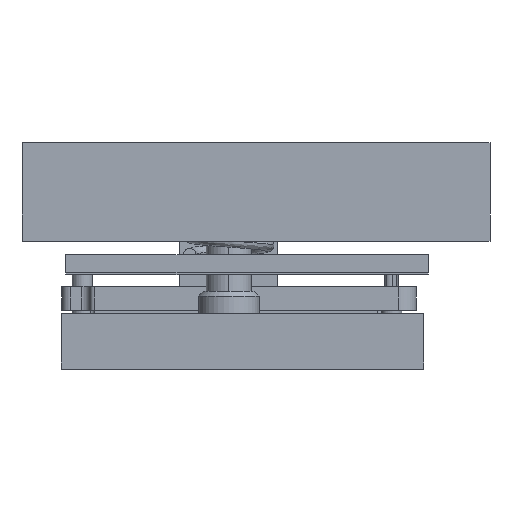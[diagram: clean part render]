
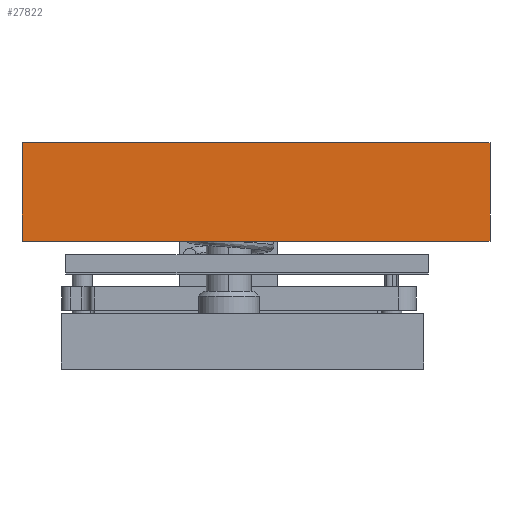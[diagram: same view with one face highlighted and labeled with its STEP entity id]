
A CAD part, front view. The second image highlights one B-rep face of the part: STEP entity #27822.
In plain terms, the highlighted face is planar.
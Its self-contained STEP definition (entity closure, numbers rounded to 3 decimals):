
#27272 = VERTEX_POINT('',#27273);
#27273 = CARTESIAN_POINT('',(-15.5,6.53,12.65));
#27290 = VERTEX_POINT('',#27291);
#27291 = CARTESIAN_POINT('',(15.5,6.53,12.65));
#27297 = EDGE_CURVE('',#27290,#27272,#27298,.T.);
#27298 = LINE('',#27299,#27300);
#27299 = CARTESIAN_POINT('',(15.5,6.53,12.65));
#27300 = VECTOR('',#27301,1.);
#27301 = DIRECTION('',(-1.,-0.,-0.));
#27789 = VERTEX_POINT('',#27790);
#27790 = CARTESIAN_POINT('',(-15.5,13.03,12.65));
#27796 = EDGE_CURVE('',#27797,#27789,#27799,.T.);
#27797 = VERTEX_POINT('',#27798);
#27798 = CARTESIAN_POINT('',(15.5,13.03,12.65));
#27799 = LINE('',#27800,#27801);
#27800 = CARTESIAN_POINT('',(15.5,13.03,12.65));
#27801 = VECTOR('',#27802,1.);
#27802 = DIRECTION('',(-1.,-0.,-0.));
#27822 = ADVANCED_FACE('',(#27823),#27839,.F.);
#27823 = FACE_BOUND('',#27824,.T.);
#27824 = EDGE_LOOP('',(#27825,#27831,#27832,#27838));
#27825 = ORIENTED_EDGE('',*,*,#27826,.T.);
#27826 = EDGE_CURVE('',#27789,#27272,#27827,.T.);
#27827 = LINE('',#27828,#27829);
#27828 = CARTESIAN_POINT('',(-15.5,6.53,12.65));
#27829 = VECTOR('',#27830,1.);
#27830 = DIRECTION('',(-0.,-1.,-0.));
#27831 = ORIENTED_EDGE('',*,*,#27297,.F.);
#27832 = ORIENTED_EDGE('',*,*,#27833,.F.);
#27833 = EDGE_CURVE('',#27797,#27290,#27834,.T.);
#27834 = LINE('',#27835,#27836);
#27835 = CARTESIAN_POINT('',(15.5,6.53,12.65));
#27836 = VECTOR('',#27837,1.);
#27837 = DIRECTION('',(-0.,-1.,-0.));
#27838 = ORIENTED_EDGE('',*,*,#27796,.T.);
#27839 = PLANE('',#27840);
#27840 = AXIS2_PLACEMENT_3D('',#27841,#27842,#27843);
#27841 = CARTESIAN_POINT('',(15.5,6.53,12.65));
#27842 = DIRECTION('',(0.,0.,-1.));
#27843 = DIRECTION('',(-1.,0.,-0.));
